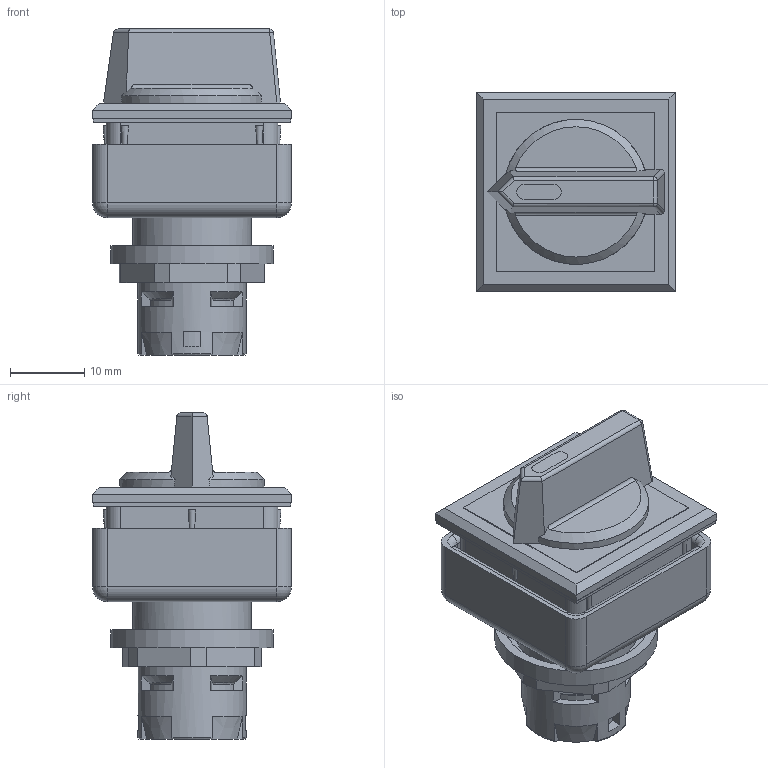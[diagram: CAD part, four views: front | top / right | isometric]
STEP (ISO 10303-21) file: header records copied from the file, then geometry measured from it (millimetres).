
FILE_DESCRIPTION(/* description */ (''),/* implementation_level */ '2;1');
FILE_NAME(/* name */ 'QXJWB.stp',/* time_stamp */ '2020-09-02T14:51:49+02:00',/* author */ ('thagel'),/* organization */ (''),/* preprocessor_version */ 'ST-DEVELOPER v17.2',/* originating_system */ 'Autodesk Inventor 2019',/* authorisation */ '');
FILE_SCHEMA (('AUTOMOTIVE_DESIGN { 1 0 10303 214 3 1 1 }'));
Length unit declared in the file: millimetre
Products named in the file (1): QXWB_vereinfacht
Bounding box: 26.9 x 26.9 x 44.05 mm (x, y, z)
Volume: 14602.5 mm3; surface area: 7897.9 mm2
Topology: 2 solids, 7 shells, 288 faces, 742 edges, 464 vertices
Faces by surface type: plane 153, cylinder 77, sphere 22, cone 22, torus 10, bspline 4
Full cylindrical faces by diameter (mm): 5 x1, 14.65 x1, 16 x1, 16.25 x1, 16.5 x1, 19.5 x1, 22 x1
Entity records: 9336 total; most frequent: CARTESIAN_POINT 2472, ORIENTED_EDGE 1442, DIRECTION 1412, EDGE_CURVE 721, AXIS2_PLACEMENT_3D 510, VERTEX_POINT 464, LINE 392, VECTOR 392
